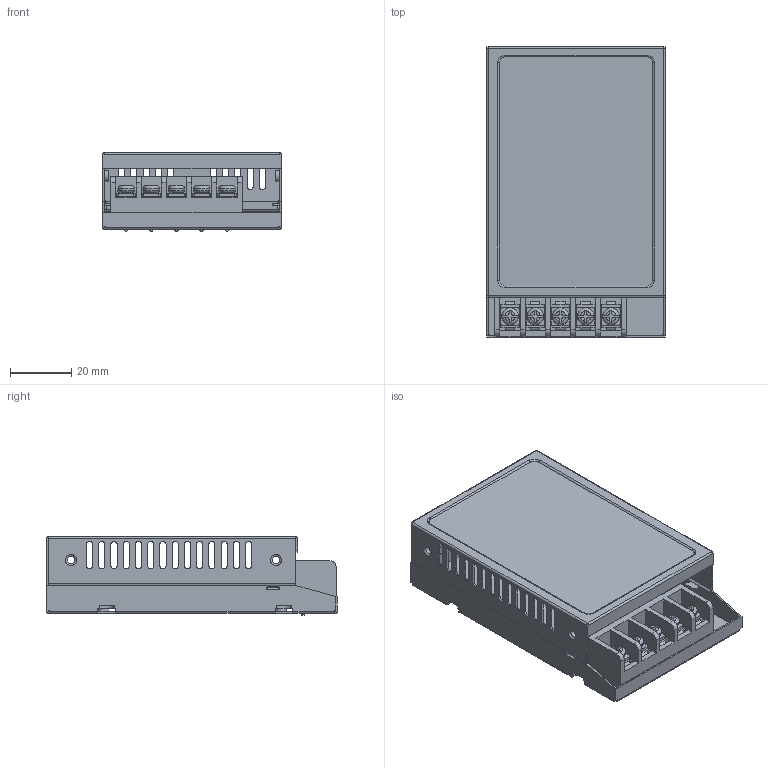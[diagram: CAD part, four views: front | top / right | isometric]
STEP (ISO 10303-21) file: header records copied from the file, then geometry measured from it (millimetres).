
FILE_DESCRIPTION(/* description */ (''),/* implementation_level */ '2;1');
FILE_NAME(/* name */ 'MPH-015W&024W.stp',/* time_stamp */ '2023-07-21T15:39:15+08:00',/* author */ (''),/* organization */ (''),/* preprocessor_version */ 'ST-DEVELOPER v19.3',/* originating_system */ 'SIEMENS PLM Software NX2212.3001',/* authorisation */ '');
FILE_SCHEMA (('AP203_CONFIGURATION_CONTROLLED_3D_DESIGN_OF_MECHANICAL_PARTS_AND_ASSEMBLIES_MIM_LF { 1 0 10303 403 2 1 2}'));
Length unit declared in the file: millimetre
Products named in the file (4): A01J1DZP0000003; A04WJJSK0000099; A04WJJSK0000017; MPH-015W&024W
Assembly tree (3 placements, depth 2):
  MPH-015W&024W
    A04WJJSK0000017
    A04WJJSK0000099
    A01J1DZP0000003
Bounding box: 58.5 x 95 x 25.6 mm (x, y, z)
Volume: 13548.7 mm3; surface area: 39608.6 mm2
Topology: 3 solids, 3 shells, 957 faces, 2843 edges, 1890 vertices
Faces by surface type: plane 582, cylinder 317, torus 35, cone 12, bspline 11
Full cylindrical faces by diameter (mm): 2.459 x6, 2.5 x1, 3.65 x1, 3.659 x6, 3.8 x1, 4 x1
Entity records: 33489 total; most frequent: CARTESIAN_POINT 7999, ORIENTED_EDGE 5610, DIRECTION 4769, EDGE_CURVE 2805, VERTEX_POINT 1877, AXIS2_PLACEMENT_3D 1661, LINE 1447, VECTOR 1447
